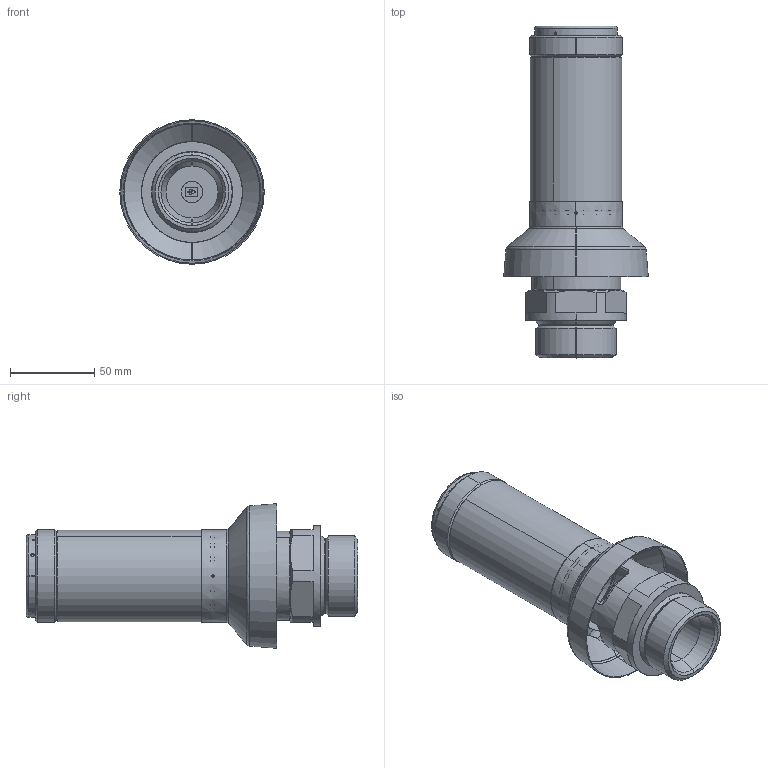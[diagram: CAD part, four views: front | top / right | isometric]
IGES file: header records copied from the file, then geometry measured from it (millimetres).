
Start section: SolidWorks IGES file using analytic representation for surfaces
Global section: file name: 413mGK_40_M_40.IGS; native system: SolidWorks 2018; preprocessor: SolidWorks 2018; author: Hehr; date: 200220.084427; units: millimetre
Bounding box: 85.9 x 197.3 x 85.9 mm (x, y, z)
Surface area: 101625 mm2 (no closed solid volume)
Topology: 0 solids, 0 shells, 325 faces, 6302 edges, 6274 vertices
Faces by surface type: revolution 192, bspline 133
